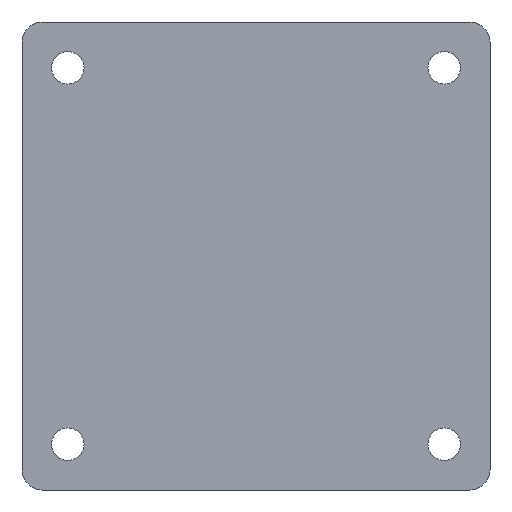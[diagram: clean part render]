
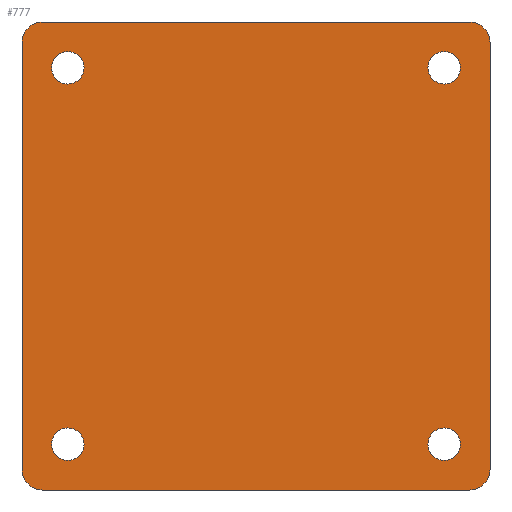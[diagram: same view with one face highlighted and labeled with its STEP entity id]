
A CAD part, front view. The second image highlights one B-rep face of the part: STEP entity #777.
In plain terms, the highlighted planar face has unit normal (0, -1, 0).
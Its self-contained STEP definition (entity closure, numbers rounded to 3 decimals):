
#5 = AXIS2_PLACEMENT_3D ( 'NONE', #486, #263, #187 ) ;
#8 = VERTEX_POINT ( 'NONE', #277 ) ;
#13 = DIRECTION ( 'NONE',  ( 0., 1., 0. ) ) ;
#19 = DIRECTION ( 'NONE',  ( 0., 1., 0. ) ) ;
#20 = VERTEX_POINT ( 'NONE', #155 ) ;
#30 = CARTESIAN_POINT ( 'NONE',  ( 41.5, 0., -6.1 ) ) ;
#32 = ORIENTED_EDGE ( 'NONE', *, *, #663, .T. ) ;
#33 = CARTESIAN_POINT ( 'NONE',  ( 4.5, 0., -2.9 ) ) ;
#36 = ORIENTED_EDGE ( 'NONE', *, *, #737, .F. ) ;
#40 = CARTESIAN_POINT ( 'NONE',  ( 41.5, 0., -4.5 ) ) ;
#42 = DIRECTION ( 'NONE',  ( 0., 1., 0. ) ) ;
#55 = PLANE ( 'NONE',  #507 ) ;
#56 = CIRCLE ( 'NONE', #357, 1.6 ) ;
#59 = EDGE_CURVE ( 'NONE', #751, #826, #355, .T. ) ;
#60 = CARTESIAN_POINT ( 'NONE',  ( 44., 0., 0. ) ) ;
#70 = CIRCLE ( 'NONE', #183, 2. ) ;
#75 = DIRECTION ( 'NONE',  ( 0., 0., 1. ) ) ;
#81 = AXIS2_PLACEMENT_3D ( 'NONE', #40, #173, #75 ) ;
#82 = CIRCLE ( 'NONE', #372, 1.6 ) ;
#95 = VECTOR ( 'NONE', #678, 1000. ) ;
#99 = ORIENTED_EDGE ( 'NONE', *, *, #478, .T. ) ;
#106 = CARTESIAN_POINT ( 'NONE',  ( 44., 0., -44. ) ) ;
#111 = CARTESIAN_POINT ( 'NONE',  ( 2., 0., -2. ) ) ;
#112 = DIRECTION ( 'NONE',  ( 0., 0., 1. ) ) ;
#119 = FACE_BOUND ( 'NONE', #689, .T. ) ;
#124 = DIRECTION ( 'NONE',  ( 0., 0., 1. ) ) ;
#134 = VERTEX_POINT ( 'NONE', #513 ) ;
#140 = EDGE_CURVE ( 'NONE', #20, #563, #864, .T. ) ;
#148 = ORIENTED_EDGE ( 'NONE', *, *, #540, .F. ) ;
#155 = CARTESIAN_POINT ( 'NONE',  ( 44., 0., -46. ) ) ;
#159 = VERTEX_POINT ( 'NONE', #721 ) ;
#160 = ORIENTED_EDGE ( 'NONE', *, *, #606, .F. ) ;
#163 = CARTESIAN_POINT ( 'NONE',  ( 0., 0., -44. ) ) ;
#165 = DIRECTION ( 'NONE',  ( 0., 0., 1. ) ) ;
#167 = AXIS2_PLACEMENT_3D ( 'NONE', #180, #322, #112 ) ;
#173 = DIRECTION ( 'NONE',  ( 0., 1., 0. ) ) ;
#175 = CARTESIAN_POINT ( 'NONE',  ( 0., 0., -2. ) ) ;
#180 = CARTESIAN_POINT ( 'NONE',  ( 44., 0., -2. ) ) ;
#183 = AXIS2_PLACEMENT_3D ( 'NONE', #106, #583, #381 ) ;
#185 = DIRECTION ( 'NONE',  ( 0., 0., 1. ) ) ;
#187 = DIRECTION ( 'NONE',  ( 0., 0., 1. ) ) ;
#192 = EDGE_CURVE ( 'NONE', #159, #523, #370, .T. ) ;
#212 = VERTEX_POINT ( 'NONE', #789 ) ;
#219 = EDGE_LOOP ( 'NONE', ( #546, #32 ) ) ;
#223 = EDGE_CURVE ( 'NONE', #134, #539, #56, .T. ) ;
#227 = CARTESIAN_POINT ( 'NONE',  ( 2., 0., -46. ) ) ;
#228 = ORIENTED_EDGE ( 'NONE', *, *, #140, .F. ) ;
#230 = DIRECTION ( 'NONE',  ( 0., 1., 0. ) ) ;
#235 = CARTESIAN_POINT ( 'NONE',  ( 41.5, 0., -4.5 ) ) ;
#236 = LINE ( 'NONE', #175, #613 ) ;
#240 = CARTESIAN_POINT ( 'NONE',  ( 4.5, 0., -4.5 ) ) ;
#243 = CARTESIAN_POINT ( 'NONE',  ( 41.5, 0., -41.5 ) ) ;
#259 = VERTEX_POINT ( 'NONE', #660 ) ;
#263 = DIRECTION ( 'NONE',  ( 0., 1., 0. ) ) ;
#264 = ORIENTED_EDGE ( 'NONE', *, *, #223, .T. ) ;
#276 = VERTEX_POINT ( 'NONE', #60 ) ;
#277 = CARTESIAN_POINT ( 'NONE',  ( 2., 0., 0. ) ) ;
#279 = AXIS2_PLACEMENT_3D ( 'NONE', #240, #859, #791 ) ;
#293 = EDGE_CURVE ( 'NONE', #563, #559, #450, .T. ) ;
#302 = CARTESIAN_POINT ( 'NONE',  ( 46., 0., -2. ) ) ;
#306 = DIRECTION ( 'NONE',  ( -1., 0., 0. ) ) ;
#315 = CARTESIAN_POINT ( 'NONE',  ( 4.5, 0., -39.9 ) ) ;
#322 = DIRECTION ( 'NONE',  ( 0., 1., 0. ) ) ;
#329 = EDGE_LOOP ( 'NONE', ( #549, #460, #670, #228, #36, #148, #160, #808 ) ) ;
#330 = ORIENTED_EDGE ( 'NONE', *, *, #59, .T. ) ;
#337 = AXIS2_PLACEMENT_3D ( 'NONE', #490, #13, #548 ) ;
#355 = CIRCLE ( 'NONE', #337, 1.6 ) ;
#357 = AXIS2_PLACEMENT_3D ( 'NONE', #235, #646, #165 ) ;
#367 = CARTESIAN_POINT ( 'NONE',  ( 41.5, 0., -39.9 ) ) ;
#370 = CIRCLE ( 'NONE', #863, 1.6 ) ;
#371 = VECTOR ( 'NONE', #854, 1000. ) ;
#372 = AXIS2_PLACEMENT_3D ( 'NONE', #394, #505, #648 ) ;
#381 = DIRECTION ( 'NONE',  ( 0., 0., 1. ) ) ;
#386 = DIRECTION ( 'NONE',  ( 0., 0., 1. ) ) ;
#394 = CARTESIAN_POINT ( 'NONE',  ( 4.5, 0., -4.5 ) ) ;
#412 = EDGE_LOOP ( 'NONE', ( #835, #467 ) ) ;
#413 = CARTESIAN_POINT ( 'NONE',  ( 2., 0., 0. ) ) ;
#443 = FACE_BOUND ( 'NONE', #557, .T. ) ;
#448 = VECTOR ( 'NONE', #306, 1000. ) ;
#449 = CIRCLE ( 'NONE', #464, 1.6 ) ;
#450 = CIRCLE ( 'NONE', #848, 2. ) ;
#455 = CARTESIAN_POINT ( 'NONE',  ( 4.5, 0., -6.1 ) ) ;
#460 = ORIENTED_EDGE ( 'NONE', *, *, #768, .F. ) ;
#461 = EDGE_CURVE ( 'NONE', #523, #159, #449, .T. ) ;
#464 = AXIS2_PLACEMENT_3D ( 'NONE', #807, #797, #470 ) ;
#467 = ORIENTED_EDGE ( 'NONE', *, *, #461, .T. ) ;
#470 = DIRECTION ( 'NONE',  ( 0., 0., -1. ) ) ;
#478 = EDGE_CURVE ( 'NONE', #539, #134, #558, .T. ) ;
#486 = CARTESIAN_POINT ( 'NONE',  ( 2., 0., -2. ) ) ;
#490 = CARTESIAN_POINT ( 'NONE',  ( 4.5, 0., -41.5 ) ) ;
#505 = DIRECTION ( 'NONE',  ( 0., 1., 0. ) ) ;
#507 = AXIS2_PLACEMENT_3D ( 'NONE', #111, #514, #386 ) ;
#513 = CARTESIAN_POINT ( 'NONE',  ( 41.5, 0., -2.9 ) ) ;
#514 = DIRECTION ( 'NONE',  ( 0., 1., 0. ) ) ;
#523 = VERTEX_POINT ( 'NONE', #367 ) ;
#539 = VERTEX_POINT ( 'NONE', #30 ) ;
#540 = EDGE_CURVE ( 'NONE', #801, #212, #578, .T. ) ;
#546 = ORIENTED_EDGE ( 'NONE', *, *, #745, .T. ) ;
#548 = DIRECTION ( 'NONE',  ( 0., 0., 1. ) ) ;
#549 = ORIENTED_EDGE ( 'NONE', *, *, #851, .F. ) ;
#557 = EDGE_LOOP ( 'NONE', ( #99, #264 ) ) ;
#558 = CIRCLE ( 'NONE', #81, 1.6 ) ;
#559 = VERTEX_POINT ( 'NONE', #163 ) ;
#561 = CIRCLE ( 'NONE', #279, 1.6 ) ;
#563 = VERTEX_POINT ( 'NONE', #227 ) ;
#578 = LINE ( 'NONE', #704, #371 ) ;
#583 = DIRECTION ( 'NONE',  ( 0., 1., 0. ) ) ;
#587 = FACE_BOUND ( 'NONE', #219, .T. ) ;
#588 = CIRCLE ( 'NONE', #867, 1.6 ) ;
#593 = EDGE_CURVE ( 'NONE', #8, #276, #620, .T. ) ;
#606 = EDGE_CURVE ( 'NONE', #276, #801, #817, .T. ) ;
#609 = CARTESIAN_POINT ( 'NONE',  ( 2., 0., -44. ) ) ;
#613 = VECTOR ( 'NONE', #185, 1000. ) ;
#620 = LINE ( 'NONE', #413, #95 ) ;
#646 = DIRECTION ( 'NONE',  ( 0., 1., 0. ) ) ;
#648 = DIRECTION ( 'NONE',  ( 0., 0., -1. ) ) ;
#658 = FACE_BOUND ( 'NONE', #412, .T. ) ;
#660 = CARTESIAN_POINT ( 'NONE',  ( 0., 0., -2. ) ) ;
#663 = EDGE_CURVE ( 'NONE', #823, #772, #82, .T. ) ;
#670 = ORIENTED_EDGE ( 'NONE', *, *, #293, .F. ) ;
#678 = DIRECTION ( 'NONE',  ( 1., 0., 0. ) ) ;
#689 = EDGE_LOOP ( 'NONE', ( #810, #330 ) ) ;
#696 = EDGE_CURVE ( 'NONE', #826, #751, #588, .T. ) ;
#704 = CARTESIAN_POINT ( 'NONE',  ( 46., 0., -2. ) ) ;
#714 = CARTESIAN_POINT ( 'NONE',  ( 2., 0., -46. ) ) ;
#715 = DIRECTION ( 'NONE',  ( 0., 0., 1. ) ) ;
#721 = CARTESIAN_POINT ( 'NONE',  ( 41.5, 0., -43.1 ) ) ;
#737 = EDGE_CURVE ( 'NONE', #212, #20, #70, .T. ) ;
#745 = EDGE_CURVE ( 'NONE', #772, #823, #561, .T. ) ;
#751 = VERTEX_POINT ( 'NONE', #315 ) ;
#753 = CARTESIAN_POINT ( 'NONE',  ( 4.5, 0., -43.1 ) ) ;
#756 = CIRCLE ( 'NONE', #5, 2. ) ;
#768 = EDGE_CURVE ( 'NONE', #559, #259, #236, .T. ) ;
#772 = VERTEX_POINT ( 'NONE', #455 ) ;
#777 = ADVANCED_FACE ( 'NONE', ( #866, #119, #658, #443, #587 ), #55, .F. ) ;
#785 = DIRECTION ( 'NONE',  ( 0., 0., -1. ) ) ;
#786 = CARTESIAN_POINT ( 'NONE',  ( 4.5, 0., -41.5 ) ) ;
#789 = CARTESIAN_POINT ( 'NONE',  ( 46., 0., -44. ) ) ;
#791 = DIRECTION ( 'NONE',  ( 0., 0., -1. ) ) ;
#797 = DIRECTION ( 'NONE',  ( 0., 1., 0. ) ) ;
#801 = VERTEX_POINT ( 'NONE', #302 ) ;
#807 = CARTESIAN_POINT ( 'NONE',  ( 41.5, 0., -41.5 ) ) ;
#808 = ORIENTED_EDGE ( 'NONE', *, *, #593, .F. ) ;
#810 = ORIENTED_EDGE ( 'NONE', *, *, #696, .T. ) ;
#817 = CIRCLE ( 'NONE', #167, 2. ) ;
#823 = VERTEX_POINT ( 'NONE', #33 ) ;
#826 = VERTEX_POINT ( 'NONE', #753 ) ;
#835 = ORIENTED_EDGE ( 'NONE', *, *, #192, .T. ) ;
#848 = AXIS2_PLACEMENT_3D ( 'NONE', #609, #19, #124 ) ;
#851 = EDGE_CURVE ( 'NONE', #259, #8, #756, .T. ) ;
#854 = DIRECTION ( 'NONE',  ( 0., 0., -1. ) ) ;
#859 = DIRECTION ( 'NONE',  ( 0., 1., 0. ) ) ;
#863 = AXIS2_PLACEMENT_3D ( 'NONE', #243, #42, #785 ) ;
#864 = LINE ( 'NONE', #714, #448 ) ;
#866 = FACE_OUTER_BOUND ( 'NONE', #329, .T. ) ;
#867 = AXIS2_PLACEMENT_3D ( 'NONE', #786, #230, #715 ) ;
